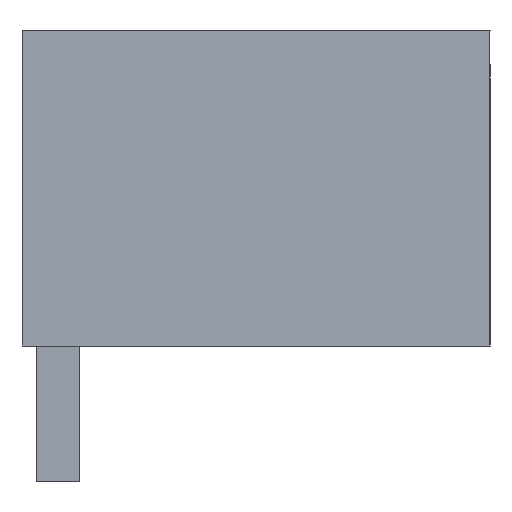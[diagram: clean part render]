
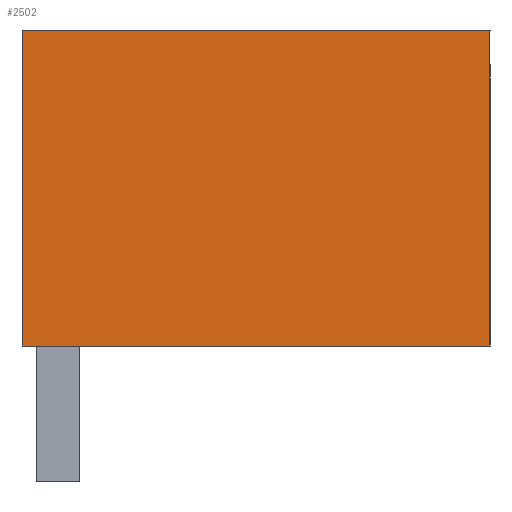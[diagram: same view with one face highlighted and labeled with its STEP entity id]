
A CAD part, left-side view. The second image highlights one B-rep face of the part: STEP entity #2502.
In plain terms, the highlighted planar face has unit normal (-1, 0, 0).
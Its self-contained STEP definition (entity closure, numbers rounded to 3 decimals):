
#2489=AXIS2_PLACEMENT_3D('Plane Axis2P3D',#2486,#2487,#2488) ;
#878=CARTESIAN_POINT('Vertex',(0.,11.05,3.2)) ;
#881=CARTESIAN_POINT('Line Origine',(0.,11.05,6.925)) ;
#885=CARTESIAN_POINT('Vertex',(0.,11.05,10.65)) ;
#1071=CARTESIAN_POINT('Line Origine',(0.,5.525,3.2)) ;
#1075=CARTESIAN_POINT('Vertex',(0.,0.,3.2)) ;
#2085=CARTESIAN_POINT('Line Origine',(0.,5.525,10.65)) ;
#2089=CARTESIAN_POINT('Vertex',(0.,0.,10.65)) ;
#2486=CARTESIAN_POINT('Axis2P3D Location',(0.,-2.377,0.)) ;
#2491=CARTESIAN_POINT('Line Origine',(0.,0.,6.925)) ;
#882=DIRECTION('Vector Direction',(0.,0.,-1.)) ;
#1072=DIRECTION('Vector Direction',(0.,1.,0.)) ;
#2086=DIRECTION('Vector Direction',(0.,-1.,0.)) ;
#2487=DIRECTION('Axis2P3D Direction',(1.,-0.,0.)) ;
#2488=DIRECTION('Axis2P3D XDirection',(0.,1.,0.)) ;
#2492=DIRECTION('Vector Direction',(0.,0.,1.)) ;
#883=VECTOR('Line Direction',#882,1.) ;
#1073=VECTOR('Line Direction',#1072,1.) ;
#2087=VECTOR('Line Direction',#2086,1.) ;
#2493=VECTOR('Line Direction',#2492,1.) ;
#2497=ORIENTED_EDGE('',*,*,#2091,.F.) ;
#2498=ORIENTED_EDGE('',*,*,#887,.T.) ;
#2499=ORIENTED_EDGE('',*,*,#1077,.F.) ;
#2500=ORIENTED_EDGE('',*,*,#2495,.T.) ;
#2502=ADVANCED_FACE('HOUSING',(#2501),#2490,.F.) ;
#887=EDGE_CURVE('',#886,#879,#884,.T.) ;
#1077=EDGE_CURVE('',#1076,#879,#1074,.T.) ;
#2091=EDGE_CURVE('',#886,#2090,#2088,.T.) ;
#2495=EDGE_CURVE('',#1076,#2090,#2494,.T.) ;
#2496=EDGE_LOOP('',(#2497,#2498,#2499,#2500)) ;
#2501=FACE_OUTER_BOUND('',#2496,.T.) ;
#884=LINE('Line',#881,#883) ;
#1074=LINE('Line',#1071,#1073) ;
#2088=LINE('Line',#2085,#2087) ;
#2494=LINE('Line',#2491,#2493) ;
#2490=PLANE('',#2489) ;
#879=VERTEX_POINT('',#878) ;
#886=VERTEX_POINT('',#885) ;
#1076=VERTEX_POINT('',#1075) ;
#2090=VERTEX_POINT('',#2089) ;
